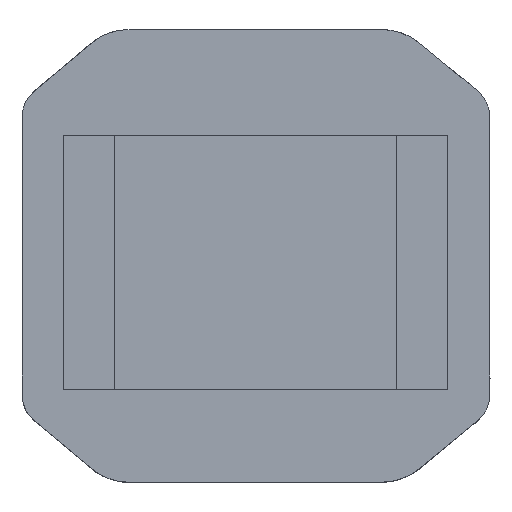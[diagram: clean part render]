
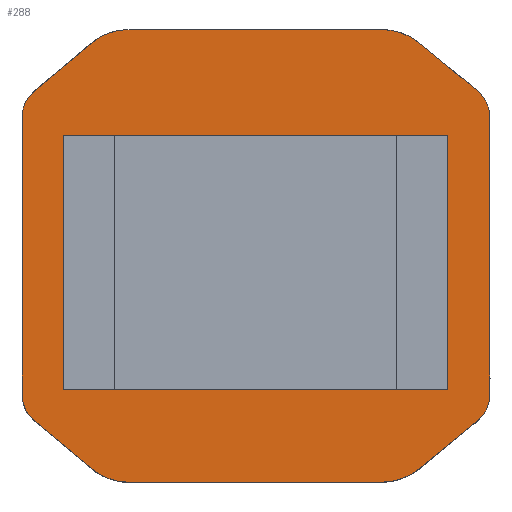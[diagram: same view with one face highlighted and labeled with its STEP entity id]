
A CAD part, top view. The second image highlights one B-rep face of the part: STEP entity #288.
In plain terms, the highlighted planar face has unit normal (0, 0, 1).
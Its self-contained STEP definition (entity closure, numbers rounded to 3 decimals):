
#265=FACE_BOUND('',#754,.T.);
#266=FACE_BOUND('',#755,.T.);
#288=ADVANCED_FACE('',(#265,#266),#457,.F.);
#457=PLANE('',#3693);
#754=EDGE_LOOP('',(#1159,#1160,#1161,#1162,#1163,#1164,#1165,#1166,#1167,
#1168,#1169,#1170,#1171,#1172,#1173,#1174));
#755=EDGE_LOOP('',(#1175,#1176,#1177,#1178));
#941=CIRCLE('',#3685,5.);
#942=CIRCLE('',#3686,3.);
#943=CIRCLE('',#3687,3.);
#944=CIRCLE('',#3688,5.);
#945=CIRCLE('',#3689,5.119);
#946=CIRCLE('',#3690,3.);
#947=CIRCLE('',#3691,3.);
#948=CIRCLE('',#3692,5.122);
#1159=ORIENTED_EDGE('',*,*,#2486,.F.);
#1160=ORIENTED_EDGE('',*,*,#2487,.F.);
#1161=ORIENTED_EDGE('',*,*,#2488,.F.);
#1162=ORIENTED_EDGE('',*,*,#2489,.F.);
#1163=ORIENTED_EDGE('',*,*,#2490,.F.);
#1164=ORIENTED_EDGE('',*,*,#2491,.F.);
#1165=ORIENTED_EDGE('',*,*,#2492,.F.);
#1166=ORIENTED_EDGE('',*,*,#2493,.F.);
#1167=ORIENTED_EDGE('',*,*,#2494,.F.);
#1168=ORIENTED_EDGE('',*,*,#2495,.F.);
#1169=ORIENTED_EDGE('',*,*,#2496,.F.);
#1170=ORIENTED_EDGE('',*,*,#2497,.F.);
#1171=ORIENTED_EDGE('',*,*,#2498,.F.);
#1172=ORIENTED_EDGE('',*,*,#2499,.F.);
#1173=ORIENTED_EDGE('',*,*,#2500,.F.);
#1174=ORIENTED_EDGE('',*,*,#2501,.F.);
#1175=ORIENTED_EDGE('',*,*,#2502,.T.);
#1176=ORIENTED_EDGE('',*,*,#2503,.T.);
#1177=ORIENTED_EDGE('',*,*,#2454,.T.);
#1178=ORIENTED_EDGE('',*,*,#2504,.T.);
#2110=VERTEX_POINT('',#4908);
#2111=VERTEX_POINT('',#4910);
#2121=VERTEX_POINT('',#4969);
#2122=VERTEX_POINT('',#4970);
#2123=VERTEX_POINT('',#4972);
#2124=VERTEX_POINT('',#4974);
#2125=VERTEX_POINT('',#4976);
#2126=VERTEX_POINT('',#4978);
#2127=VERTEX_POINT('',#4980);
#2128=VERTEX_POINT('',#4982);
#2129=VERTEX_POINT('',#4984);
#2130=VERTEX_POINT('',#4986);
#2131=VERTEX_POINT('',#4988);
#2132=VERTEX_POINT('',#4990);
#2133=VERTEX_POINT('',#4992);
#2134=VERTEX_POINT('',#4994);
#2135=VERTEX_POINT('',#4996);
#2136=VERTEX_POINT('',#4998);
#2137=VERTEX_POINT('',#5001);
#2138=VERTEX_POINT('',#5002);
#2454=EDGE_CURVE('',#2111,#2110,#2943,.T.);
#2486=EDGE_CURVE('',#2121,#2122,#941,.T.);
#2487=EDGE_CURVE('',#2123,#2121,#2975,.T.);
#2488=EDGE_CURVE('',#2124,#2123,#942,.T.);
#2489=EDGE_CURVE('',#2125,#2124,#2976,.T.);
#2490=EDGE_CURVE('',#2126,#2125,#943,.T.);
#2491=EDGE_CURVE('',#2127,#2126,#2977,.T.);
#2492=EDGE_CURVE('',#2128,#2127,#944,.T.);
#2493=EDGE_CURVE('',#2129,#2128,#2978,.T.);
#2494=EDGE_CURVE('',#2130,#2129,#945,.T.);
#2495=EDGE_CURVE('',#2131,#2130,#2979,.T.);
#2496=EDGE_CURVE('',#2132,#2131,#946,.T.);
#2497=EDGE_CURVE('',#2133,#2132,#2980,.T.);
#2498=EDGE_CURVE('',#2134,#2133,#947,.T.);
#2499=EDGE_CURVE('',#2135,#2134,#2981,.T.);
#2500=EDGE_CURVE('',#2136,#2135,#948,.T.);
#2501=EDGE_CURVE('',#2122,#2136,#2982,.T.);
#2502=EDGE_CURVE('',#2137,#2138,#2983,.T.);
#2503=EDGE_CURVE('',#2138,#2111,#2984,.T.);
#2504=EDGE_CURVE('',#2110,#2137,#2985,.T.);
#2943=LINE('',#4909,#3310);
#2975=LINE('',#4971,#3342);
#2976=LINE('',#4975,#3343);
#2977=LINE('',#4979,#3344);
#2978=LINE('',#4983,#3345);
#2979=LINE('',#4987,#3346);
#2980=LINE('',#4991,#3347);
#2981=LINE('',#4995,#3348);
#2982=LINE('',#4999,#3349);
#2983=LINE('',#5000,#3350);
#2984=LINE('',#5003,#3351);
#2985=LINE('',#5004,#3352);
#3310=VECTOR('',#3999,1.);
#3342=VECTOR('',#4067,1.);
#3343=VECTOR('',#4070,1.);
#3344=VECTOR('',#4073,1.);
#3345=VECTOR('',#4076,1.);
#3346=VECTOR('',#4079,1.);
#3347=VECTOR('',#4082,1.);
#3348=VECTOR('',#4085,1.);
#3349=VECTOR('',#4088,1.);
#3350=VECTOR('',#4089,1.);
#3351=VECTOR('',#4090,1.);
#3352=VECTOR('',#4091,1.);
#3685=AXIS2_PLACEMENT_3D('',#4968,#4065,#4066);
#3686=AXIS2_PLACEMENT_3D('',#4973,#4068,#4069);
#3687=AXIS2_PLACEMENT_3D('',#4977,#4071,#4072);
#3688=AXIS2_PLACEMENT_3D('',#4981,#4074,#4075);
#3689=AXIS2_PLACEMENT_3D('',#4985,#4077,#4078);
#3690=AXIS2_PLACEMENT_3D('',#4989,#4080,#4081);
#3691=AXIS2_PLACEMENT_3D('',#4993,#4083,#4084);
#3692=AXIS2_PLACEMENT_3D('',#4997,#4086,#4087);
#3693=AXIS2_PLACEMENT_3D('',#5005,#4092,#4093);
#3999=DIRECTION('',(-1.,0.,0.));
#4065=DIRECTION('',(0.,0.,-1.));
#4066=DIRECTION('',(0.,1.,0.));
#4067=DIRECTION('',(0.766,0.643,0.));
#4068=DIRECTION('',(0.,0.,-1.));
#4069=DIRECTION('',(0.,1.,0.));
#4070=DIRECTION('',(0.,1.,0.));
#4071=DIRECTION('',(0.,0.,-1.));
#4072=DIRECTION('',(0.,1.,0.));
#4073=DIRECTION('',(-0.766,0.643,0.));
#4074=DIRECTION('',(0.,0.,-1.));
#4075=DIRECTION('',(0.,1.,0.));
#4076=DIRECTION('',(-1.,0.,0.));
#4077=DIRECTION('',(0.,0.,-1.));
#4078=DIRECTION('',(0.,1.,0.));
#4079=DIRECTION('',(-0.773,-0.635,0.));
#4080=DIRECTION('',(0.,0.,-1.));
#4081=DIRECTION('',(0.,1.,0.));
#4082=DIRECTION('',(0.,-1.,0.));
#4083=DIRECTION('',(0.,0.,-1.));
#4084=DIRECTION('',(0.,1.,0.));
#4085=DIRECTION('',(0.773,-0.634,0.));
#4086=DIRECTION('',(0.,0.,-1.));
#4087=DIRECTION('',(0.,1.,0.));
#4088=DIRECTION('',(1.,0.,0.));
#4089=DIRECTION('',(1.,0.,0.));
#4090=DIRECTION('',(0.,-1.,0.));
#4091=DIRECTION('',(0.,1.,0.));
#4092=DIRECTION('',(0.,0.,-1.));
#4093=DIRECTION('',(1.,0.,0.));
#4908=CARTESIAN_POINT('',(-25.91,-20.053,5.124));
#4909=CARTESIAN_POINT('',(6.66,-20.053,5.124));
#4910=CARTESIAN_POINT('',(6.81,-20.053,5.124));
#4968=CARTESIAN_POINT('',(-20.309,5.591,5.124));
#4969=CARTESIAN_POINT('',(-23.523,9.421,5.124));
#4970=CARTESIAN_POINT('',(-20.309,10.591,5.124));
#4971=CARTESIAN_POINT('',(-23.523,9.422,5.124));
#4972=CARTESIAN_POINT('',(-28.203,5.496,5.124));
#4973=CARTESIAN_POINT('',(-26.409,3.091,5.124));
#4974=CARTESIAN_POINT('',(-29.409,3.091,5.124));
#4975=CARTESIAN_POINT('',(-29.409,3.091,5.124));
#4976=CARTESIAN_POINT('',(-29.409,-20.409,5.124));
#4977=CARTESIAN_POINT('',(-26.409,-20.409,5.124));
#4978=CARTESIAN_POINT('',(-28.203,-22.813,5.124));
#4979=CARTESIAN_POINT('',(-28.227,-22.793,5.124));
#4980=CARTESIAN_POINT('',(-23.523,-26.739,5.124));
#4981=CARTESIAN_POINT('',(-20.309,-22.909,5.124));
#4982=CARTESIAN_POINT('',(-20.309,-27.909,5.124));
#4983=CARTESIAN_POINT('',(-20.309,-27.909,5.124));
#4984=CARTESIAN_POINT('',(1.196,-27.909,5.124));
#4985=CARTESIAN_POINT('',(1.148,-22.79,5.124));
#4986=CARTESIAN_POINT('',(4.397,-26.746,5.124));
#4987=CARTESIAN_POINT('',(4.397,-26.746,5.124));
#4988=CARTESIAN_POINT('',(9.181,-22.816,5.124));
#4989=CARTESIAN_POINT('',(7.391,-20.409,5.124));
#4990=CARTESIAN_POINT('',(10.391,-20.409,5.124));
#4991=CARTESIAN_POINT('',(10.391,-20.409,5.124));
#4992=CARTESIAN_POINT('',(10.391,3.091,5.124));
#4993=CARTESIAN_POINT('',(7.391,3.091,5.124));
#4994=CARTESIAN_POINT('',(9.215,5.473,5.124));
#4995=CARTESIAN_POINT('',(9.229,5.461,5.124));
#4996=CARTESIAN_POINT('',(4.397,9.428,5.124));
#4997=CARTESIAN_POINT('',(1.146,5.469,5.124));
#4998=CARTESIAN_POINT('',(1.196,10.591,5.124));
#4999=CARTESIAN_POINT('',(1.191,10.591,5.124));
#5000=CARTESIAN_POINT('',(-25.76,1.607,5.124));
#5001=CARTESIAN_POINT('',(-25.91,1.607,5.124));
#5002=CARTESIAN_POINT('',(6.81,1.607,5.124));
#5003=CARTESIAN_POINT('',(6.81,1.457,5.124));
#5004=CARTESIAN_POINT('',(-25.91,-19.903,5.124));
#5005=CARTESIAN_POINT('',(-20.309,5.591,5.124));
